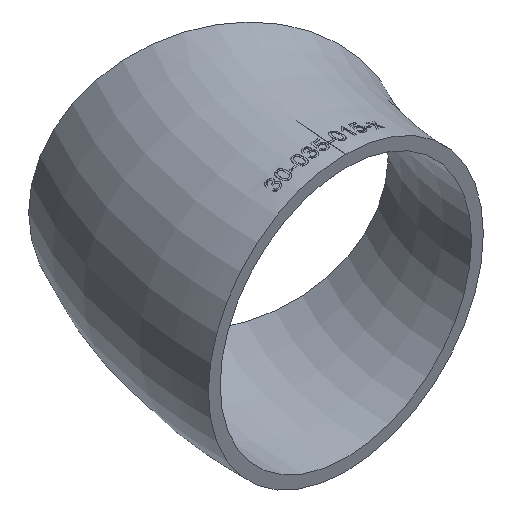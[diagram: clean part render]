
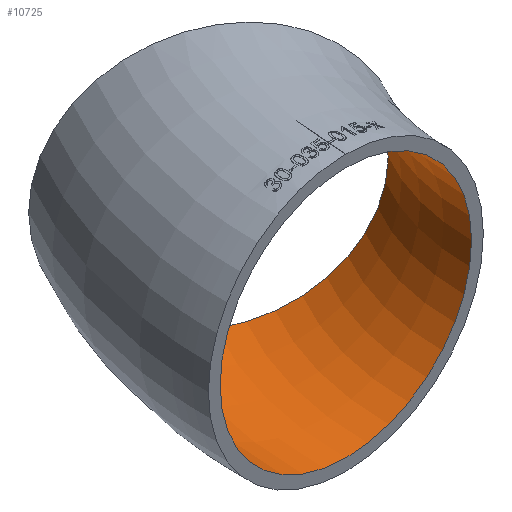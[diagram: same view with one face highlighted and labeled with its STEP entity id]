
A CAD part, isometric view. The second image highlights one B-rep face of the part: STEP entity #10725.
In plain terms, the highlighted toroidal (fillet/blend) face has major radius 45 mm and minor radius 16 mm.
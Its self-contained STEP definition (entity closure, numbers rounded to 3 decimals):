
#259 = TOROIDAL_SURFACE ( 'NONE', #13975, 45., 16. ) ;
#658 = CARTESIAN_POINT ( 'NONE',  ( 0., 0., 0. ) ) ;
#740 = DIRECTION ( 'NONE',  ( -1., 0., 0. ) ) ;
#2694 = EDGE_CURVE ( 'NONE', #12527, #12527, #9418, .T. ) ;
#2796 = AXIS2_PLACEMENT_3D ( 'NONE', #8867, #15278, #7794 ) ;
#4376 = DIRECTION ( 'NONE',  ( 0., 0., -1. ) ) ;
#5526 = FACE_OUTER_BOUND ( 'NONE', #7625, .T. ) ;
#6413 = CARTESIAN_POINT ( 'NONE',  ( -45., 0., 16. ) ) ;
#7082 = AXIS2_PLACEMENT_3D ( 'NONE', #12443, #8614, #11143 ) ;
#7532 = ORIENTED_EDGE ( 'NONE', *, *, #2694, .F. ) ;
#7625 = EDGE_LOOP ( 'NONE', ( #11942 ) ) ;
#7794 = DIRECTION ( 'NONE',  ( -0.866, 0.5, 0. ) ) ;
#7996 = CIRCLE ( 'NONE', #2796, 16. ) ;
#8614 = DIRECTION ( 'NONE',  ( 0., 1., 0. ) ) ;
#8867 = CARTESIAN_POINT ( 'NONE',  ( -38.971, 22.5, 0. ) ) ;
#9418 = CIRCLE ( 'NONE', #7082, 16. ) ;
#9548 = EDGE_CURVE ( 'NONE', #14382, #14382, #7996, .T. ) ;
#10725 = ADVANCED_FACE ( 'NONE', ( #5526, #13092 ), #259, .F. ) ;
#11143 = DIRECTION ( 'NONE',  ( 0., 0., 1. ) ) ;
#11942 = ORIENTED_EDGE ( 'NONE', *, *, #9548, .T. ) ;
#12443 = CARTESIAN_POINT ( 'NONE',  ( -45., 0., 0. ) ) ;
#12527 = VERTEX_POINT ( 'NONE', #6413 ) ;
#13092 = FACE_OUTER_BOUND ( 'NONE', #14657, .T. ) ;
#13169 = CARTESIAN_POINT ( 'NONE',  ( -52.828, 30.5, 0. ) ) ;
#13975 = AXIS2_PLACEMENT_3D ( 'NONE', #658, #4376, #740 ) ;
#14382 = VERTEX_POINT ( 'NONE', #13169 ) ;
#14657 = EDGE_LOOP ( 'NONE', ( #7532 ) ) ;
#15278 = DIRECTION ( 'NONE',  ( 0.5, 0.866, 0. ) ) ;
